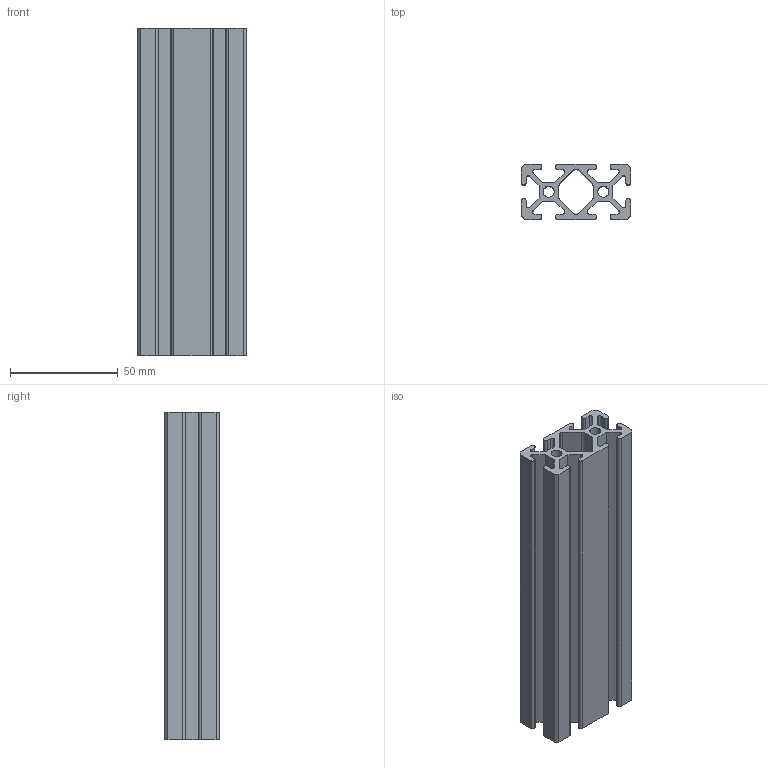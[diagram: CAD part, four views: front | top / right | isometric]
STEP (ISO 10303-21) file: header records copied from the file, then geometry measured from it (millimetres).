
FILE_DESCRIPTION (( 'STEP AP203' ), '1' );
FILE_NAME ('1020B.step', '2023-03-02T15:29:13', ( '' ), ( '' ), 'SwSTEP 2.0', 'SolidWorks 2021', '' );
FILE_SCHEMA (( 'CONFIG_CONTROL_DESIGN' ));
Length unit declared in the file: inch
Products named in the file (1): 1020B
Bounding box: 50.8 x 25.4 x 152.4 mm (x, y, z)
Volume: 79064.4 mm3; surface area: 60427.2 mm2
Topology: 1 solids, 1 shells, 120 faces, 354 edges, 236 vertices
Faces by surface type: plane 66, cylinder 54
Entity records: 4117 total; most frequent: CARTESIAN_POINT 711, ORIENTED_EDGE 708, DIRECTION 704, EDGE_CURVE 354, VECTOR 246, LINE 246, VERTEX_POINT 236, AXIS2_PLACEMENT_3D 229
